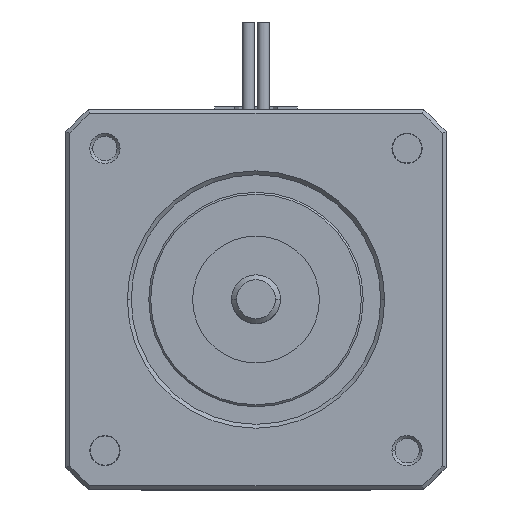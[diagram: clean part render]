
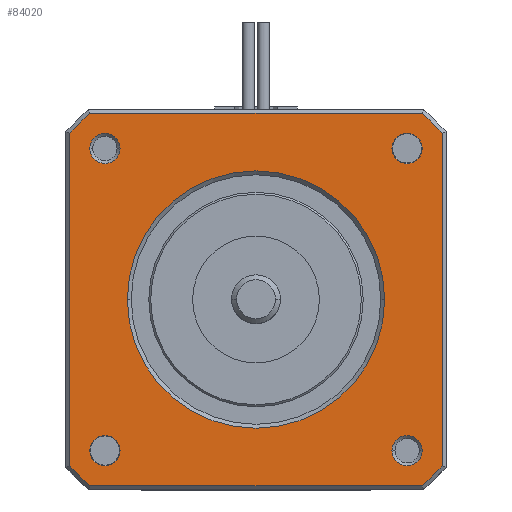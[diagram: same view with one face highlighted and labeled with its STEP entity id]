
A CAD part, top view. The second image highlights one B-rep face of the part: STEP entity #84020.
In plain terms, the highlighted planar face has unit normal (0, 0, 1).
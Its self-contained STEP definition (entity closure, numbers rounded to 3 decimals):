
#6790=CARTESIAN_POINT('',(13.2,0.,0.));
#6800=VERTEX_POINT('',#6790);
#6960=CARTESIAN_POINT('',(-13.2,0.,
0.));
#6970=VERTEX_POINT('',#6960);
#7000=CARTESIAN_POINT('',(0.,0.,
0.));
#7010=DIRECTION('',(-0.,-0.,-1.));
#7020=DIRECTION('',(1.,0.,0.));
#7030=AXIS2_PLACEMENT_3D('',#7000,#7010,#7020);
#7040=CIRCLE('',#7030,13.2);
#7050=EDGE_CURVE('',#6970,#6800,#7040,.T.);
#41850=CARTESIAN_POINT('',(13.95,-15.5,0.));
#41860=VERTEX_POINT('',#41850);
#41890=CARTESIAN_POINT('',(15.5,-15.5,0.));
#41900=DIRECTION('',(-0.,-0.,-1.));
#41910=DIRECTION('',(1.,0.,0.));
#41920=AXIS2_PLACEMENT_3D('',#41890,#41900,#41910);
#41930=CIRCLE('',#41920,1.55);
#41940=CARTESIAN_POINT('',(17.05,-15.5,0.));
#41950=VERTEX_POINT('',#41940);
#41960=EDGE_CURVE('',#41860,#41950,#41930,.T.);
#51420=CARTESIAN_POINT('',(-15.5,15.5,0.));
#51430=DIRECTION('',(-0.,-0.,-1.));
#51440=DIRECTION('',(1.,0.,0.));
#51450=AXIS2_PLACEMENT_3D('',#51420,#51430,#51440);
#51460=CIRCLE('',#51450,1.55);
#51470=CARTESIAN_POINT('',(-15.5,13.95,0.));
#51480=VERTEX_POINT('',#51470);
#51490=CARTESIAN_POINT('',(-17.05,15.5,0.));
#51500=VERTEX_POINT('',#51490);
#51510=EDGE_CURVE('',#51480,#51500,#51460,.T.);
#51740=CARTESIAN_POINT('',(-13.95,15.5,0.));
#51750=VERTEX_POINT('',#51740);
#51780=EDGE_CURVE('',#51750,#51480,#51460,.T.);
#54640=CARTESIAN_POINT('',(13.95,15.5,0.));
#54650=VERTEX_POINT('',#54640);
#54730=CARTESIAN_POINT('',(17.05,15.5,0.));
#54740=VERTEX_POINT('',#54730);
#54770=CARTESIAN_POINT('',(15.5,15.5,0.));
#54780=DIRECTION('',(-0.,-0.,-1.));
#54790=DIRECTION('',(1.,0.,0.));
#54800=AXIS2_PLACEMENT_3D('',#54770,#54780,#54790);
#54810=CIRCLE('',#54800,1.55);
#54820=EDGE_CURVE('',#54740,#54650,#54810,.T.);
#72130=CARTESIAN_POINT('',(-19.1,17.046,0.));
#72140=VERTEX_POINT('',#72130);
#72170=CARTESIAN_POINT('',(-19.1,0.,0.));
#72180=DIRECTION('',(0.,1.,-0.));
#72190=VECTOR('',#72180,1.);
#72200=LINE('',#72170,#72190);
#72210=CARTESIAN_POINT('',(-19.1,-17.046,
0.));
#72220=VERTEX_POINT('',#72210);
#72230=EDGE_CURVE('',#72220,#72140,#72200,.T.);
#72890=CARTESIAN_POINT('',(-17.046,-19.1,0.));
#72900=VERTEX_POINT('',#72890);
#72930=CARTESIAN_POINT('',(0.,-19.1,0.));
#72940=DIRECTION('',(-1.,0.,0.));
#72950=VECTOR('',#72940,1.);
#72960=LINE('',#72930,#72950);
#72970=CARTESIAN_POINT('',(17.046,-19.1,0.));
#72980=VERTEX_POINT('',#72970);
#72990=EDGE_CURVE('',#72980,#72900,#72960,.T.);
#75180=CARTESIAN_POINT('',(19.1,-17.046,0.));
#75190=VERTEX_POINT('',#75180);
#75220=CARTESIAN_POINT('',(19.1,0.,-0.));
#75230=DIRECTION('',(0.,-1.,0.));
#75240=VECTOR('',#75230,1.);
#75250=LINE('',#75220,#75240);
#75260=CARTESIAN_POINT('',(19.1,17.046,0.));
#75270=VERTEX_POINT('',#75260);
#75280=EDGE_CURVE('',#75270,#75190,#75250,.T.);
#82770=CARTESIAN_POINT('',(17.046,19.1,0.));
#82780=VERTEX_POINT('',#82770);
#82810=CARTESIAN_POINT('',(0.,19.1,0.));
#82820=DIRECTION('',(1.,0.,-0.));
#82830=VECTOR('',#82820,1.);
#82840=LINE('',#82810,#82830);
#82850=CARTESIAN_POINT('',(-17.046,19.1,
0.));
#82860=VERTEX_POINT('',#82850);
#82870=EDGE_CURVE('',#82860,#82780,#82840,.T.);
#83110=CARTESIAN_POINT('',(0.,0.,0.
));
#83120=DIRECTION('',(-0.,-0.,1.));
#83130=DIRECTION('',(-1.,0.,-0.));
#83140=AXIS2_PLACEMENT_3D('',#83110,#83120,#83130);
#83150=CIRCLE('',#83140,25.6);
#83160=EDGE_CURVE('',#82860,#72140,#83150,.T.);
#83240=CARTESIAN_POINT('',(0.,0.,0.)
);
#83250=DIRECTION('',(-0.,-0.,1.));
#83260=DIRECTION('',(-1.,0.,-0.));
#83270=AXIS2_PLACEMENT_3D('',#83240,#83250,#83260);
#83280=CIRCLE('',#83270,25.6);
#83290=EDGE_CURVE('',#72220,#72900,#83280,.T.);
#83350=CARTESIAN_POINT('',(-19.1,-19.1,0.));
#83360=DIRECTION('',(0.,0.,1.));
#83370=DIRECTION('',(1.,0.,-0.));
#83380=AXIS2_PLACEMENT_3D('',#83350,#83360,#83370);
#83390=PLANE('',#83380);
#83400=ORIENTED_EDGE('',*,*,#83290,.T.);
#83410=ORIENTED_EDGE('',*,*,#72230,.F.);
#83420=ORIENTED_EDGE('',*,*,#83160,.T.);
#83430=ORIENTED_EDGE('',*,*,#82870,.F.);
#83440=CARTESIAN_POINT('',(0.,0.,
0.));
#83450=DIRECTION('',(-0.,-0.,1.));
#83460=DIRECTION('',(-1.,0.,-0.));
#83470=AXIS2_PLACEMENT_3D('',#83440,#83450,#83460);
#83480=CIRCLE('',#83470,25.6);
#83490=EDGE_CURVE('',#75270,#82780,#83480,.T.);
#83500=ORIENTED_EDGE('',*,*,#83490,.T.);
#83510=ORIENTED_EDGE('',*,*,#75280,.F.);
#83520=CARTESIAN_POINT('',(0.,0.,0.))
;
#83530=DIRECTION('',(-0.,-0.,1.));
#83540=DIRECTION('',(-1.,0.,-0.));
#83550=AXIS2_PLACEMENT_3D('',#83520,#83530,#83540);
#83560=CIRCLE('',#83550,25.6);
#83570=EDGE_CURVE('',#72980,#75190,#83560,.T.);
#83580=ORIENTED_EDGE('',*,*,#83570,.T.);
#83590=ORIENTED_EDGE('',*,*,#72990,.F.);
#83600=EDGE_LOOP('',(#83590,#83580,#83510,#83500,#83430,#83420,#83410,
#83400));
#83610=FACE_OUTER_BOUND('',#83600,.T.);
#83620=EDGE_CURVE('',#6800,#6970,#7040,.T.);
#83630=ORIENTED_EDGE('',*,*,#83620,.T.);
#83640=ORIENTED_EDGE('',*,*,#7050,.T.);
#83650=EDGE_LOOP('',(#83640,#83630));
#83660=FACE_BOUND('',#83650,.T.);
#83670=EDGE_CURVE('',#54650,#54740,#54810,.T.);
#83680=ORIENTED_EDGE('',*,*,#83670,.T.);
#83690=ORIENTED_EDGE('',*,*,#54820,.T.);
#83700=EDGE_LOOP('',(#83690,#83680));
#83710=FACE_BOUND('',#83700,.T.);
#83720=EDGE_CURVE('',#51500,#51750,#51460,.T.);
#83730=ORIENTED_EDGE('',*,*,#83720,.T.);
#83740=ORIENTED_EDGE('',*,*,#51510,.T.);
#83750=ORIENTED_EDGE('',*,*,#51780,.T.);
#83760=EDGE_LOOP('',(#83750,#83740,#83730));
#83770=FACE_BOUND('',#83760,.T.);
#83780=CARTESIAN_POINT('',(-15.5,-15.5,0.));
#83790=DIRECTION('',(-0.,-0.,-1.));
#83800=DIRECTION('',(1.,0.,0.));
#83810=AXIS2_PLACEMENT_3D('',#83780,#83790,#83800);
#83820=CIRCLE('',#83810,1.55);
#83830=CARTESIAN_POINT('',(-13.95,-15.5,0.));
#83840=VERTEX_POINT('',#83830);
#83850=CARTESIAN_POINT('',(-17.05,-15.5,0.));
#83860=VERTEX_POINT('',#83850);
#83870=EDGE_CURVE('',#83840,#83860,#83820,.T.);
#83880=ORIENTED_EDGE('',*,*,#83870,.T.);
#83890=EDGE_CURVE('',#83860,#83840,#83820,.T.);
#83900=ORIENTED_EDGE('',*,*,#83890,.T.);
#83910=EDGE_LOOP('',(#83900,#83880));
#83920=FACE_BOUND('',#83910,.T.);
#83930=ORIENTED_EDGE('',*,*,#41960,.T.);
#83940=CARTESIAN_POINT('',(15.5,-17.05,0.));
#83950=VERTEX_POINT('',#83940);
#83960=EDGE_CURVE('',#83950,#41860,#41930,.T.);
#83970=ORIENTED_EDGE('',*,*,#83960,.T.);
#83980=EDGE_CURVE('',#41950,#83950,#41930,.T.);
#83990=ORIENTED_EDGE('',*,*,#83980,.T.);
#84000=EDGE_LOOP('',(#83990,#83970,#83930));
#84010=FACE_BOUND('',#84000,.T.);
#84020=ADVANCED_FACE('',(#83610,#83660,#83710,#83770,#83920,#84010),
#83390,.T.);
